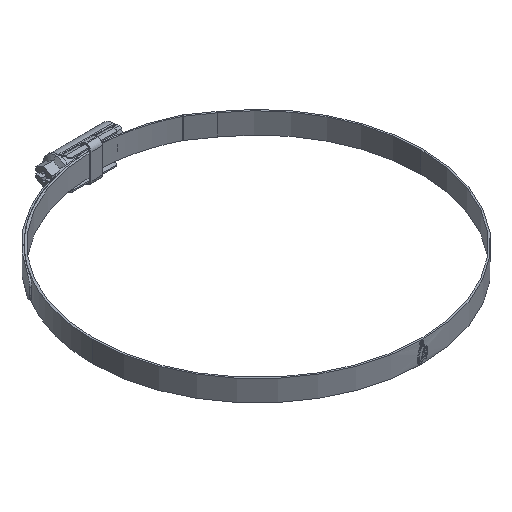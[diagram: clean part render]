
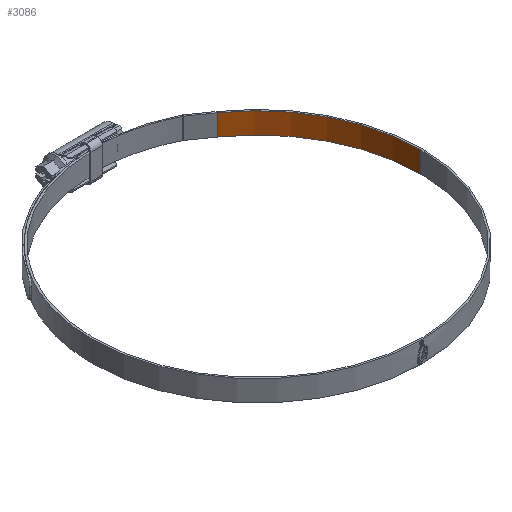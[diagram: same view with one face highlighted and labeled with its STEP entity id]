
A CAD part, isometric view. The second image highlights one B-rep face of the part: STEP entity #3086.
In plain terms, the highlighted cylindrical face has radius 70 mm (diameter 140 mm), a partial arc.
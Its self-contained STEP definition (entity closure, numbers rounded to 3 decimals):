
#101 = VERTEX_POINT ( 'NONE', #2844 ) ;
#123 = VERTEX_POINT ( 'NONE', #6538 ) ;
#457 = CARTESIAN_POINT ( 'NONE',  ( 70., 0., 4.5 ) ) ;
#1181 = AXIS2_PLACEMENT_3D ( 'NONE', #5994, #6126, #2483 ) ;
#1598 = AXIS2_PLACEMENT_3D ( 'NONE', #9318, #2083, #8701 ) ;
#2083 = DIRECTION ( 'NONE',  ( 0., 0., -1. ) ) ;
#2105 = CARTESIAN_POINT ( 'NONE',  ( 70., 0., 4.5 ) ) ;
#2319 = ORIENTED_EDGE ( 'NONE', *, *, #6784, .T. ) ;
#2446 = LINE ( 'NONE', #457, #5877 ) ;
#2483 = DIRECTION ( 'NONE',  ( 1., 0., 0. ) ) ;
#2744 = ORIENTED_EDGE ( 'NONE', *, *, #9154, .F. ) ;
#2823 = VERTEX_POINT ( 'NONE', #3975 ) ;
#2844 = CARTESIAN_POINT ( 'NONE',  ( 70., 0., -4.5 ) ) ;
#2879 = LINE ( 'NONE', #5774, #5575 ) ;
#2980 = FACE_OUTER_BOUND ( 'NONE', #4527, .T. ) ;
#3086 = ADVANCED_FACE ( 'NONE', ( #2980 ), #3494, .F. ) ;
#3225 = DIRECTION ( 'NONE',  ( 0., 0., 1. ) ) ;
#3494 = CYLINDRICAL_SURFACE ( 'NONE', #1598, 70. ) ;
#3975 = CARTESIAN_POINT ( 'NONE',  ( 40.15, 57.341, -4.5 ) ) ;
#4032 = DIRECTION ( 'NONE',  ( 1., 0., 0. ) ) ;
#4232 = VERTEX_POINT ( 'NONE', #2105 ) ;
#4527 = EDGE_LOOP ( 'NONE', ( #5572, #2319, #6587, #2744 ) ) ;
#4679 = DIRECTION ( 'NONE',  ( 0., 0., -1. ) ) ;
#5568 = CIRCLE ( 'NONE', #1181, 70. ) ;
#5572 = ORIENTED_EDGE ( 'NONE', *, *, #6429, .F. ) ;
#5575 = VECTOR ( 'NONE', #6523, 1000. ) ;
#5774 = CARTESIAN_POINT ( 'NONE',  ( 40.15, 57.341, 4.5 ) ) ;
#5877 = VECTOR ( 'NONE', #4679, 1000. ) ;
#5922 = AXIS2_PLACEMENT_3D ( 'NONE', #8238, #3225, #4032 ) ;
#5994 = CARTESIAN_POINT ( 'NONE',  ( 0., 0., 4.5 ) ) ;
#6126 = DIRECTION ( 'NONE',  ( 0., 0., 1. ) ) ;
#6429 = EDGE_CURVE ( 'NONE', #4232, #101, #2446, .T. ) ;
#6523 = DIRECTION ( 'NONE',  ( 0., 0., -1. ) ) ;
#6538 = CARTESIAN_POINT ( 'NONE',  ( 40.15, 57.341, 4.5 ) ) ;
#6587 = ORIENTED_EDGE ( 'NONE', *, *, #7535, .T. ) ;
#6784 = EDGE_CURVE ( 'NONE', #4232, #123, #5568, .T. ) ;
#7407 = CIRCLE ( 'NONE', #5922, 70. ) ;
#7535 = EDGE_CURVE ( 'NONE', #123, #2823, #2879, .T. ) ;
#8238 = CARTESIAN_POINT ( 'NONE',  ( 0., 0., -4.5 ) ) ;
#8701 = DIRECTION ( 'NONE',  ( -1., 0., 0. ) ) ;
#9154 = EDGE_CURVE ( 'NONE', #101, #2823, #7407, .T. ) ;
#9318 = CARTESIAN_POINT ( 'NONE',  ( 0., 0., 4.5 ) ) ;
